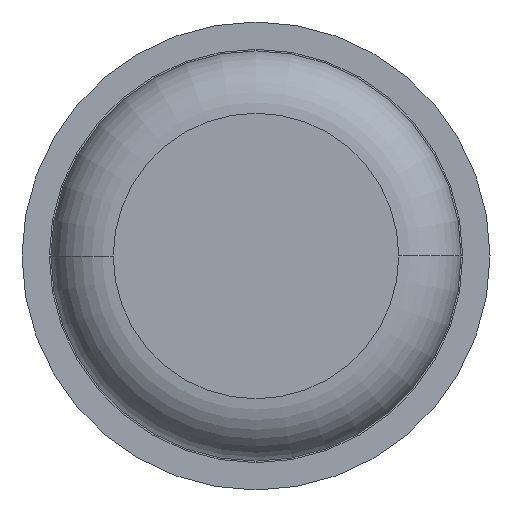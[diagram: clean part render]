
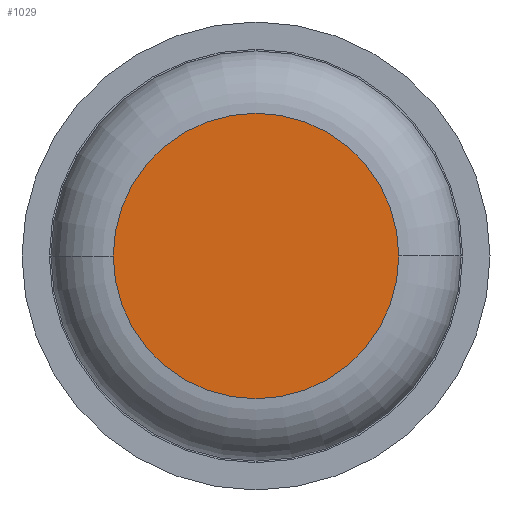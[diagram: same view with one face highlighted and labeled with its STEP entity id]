
A CAD part, front view. The second image highlights one B-rep face of the part: STEP entity #1029.
In plain terms, the highlighted planar face has unit normal (0, -1, 0).
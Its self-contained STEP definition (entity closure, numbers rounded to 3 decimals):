
#316 = DIRECTION ( 'NONE',  ( 0., -1., 0. ) ) ;
#368 = DIRECTION ( 'NONE',  ( 0., -1., 0. ) ) ;
#575 = CARTESIAN_POINT ( 'NONE',  ( 0.915, 0., 0. ) ) ;
#690 = DIRECTION ( 'NONE',  ( -1., 0., 0. ) ) ;
#1029 = ADVANCED_FACE ( 'Defeature ausgef�hrt1_6', ( #1610 ), #1161, .F. ) ;
#1089 = AXIS2_PLACEMENT_3D ( 'NONE', #3650, #316, #2710 ) ;
#1161 = PLANE ( 'NONE',  #1453 ) ;
#1269 = EDGE_LOOP ( 'NONE', ( #3232, #1741 ) ) ;
#1453 = AXIS2_PLACEMENT_3D ( 'NONE', #3228, #3524, #3837 ) ;
#1610 = FACE_OUTER_BOUND ( 'NONE', #1269, .T. ) ;
#1615 = VERTEX_POINT ( 'NONE', #1934 ) ;
#1741 = ORIENTED_EDGE ( 'NONE', *, *, #1909, .T. ) ;
#1774 = VERTEX_POINT ( 'NONE', #575 ) ;
#1909 = EDGE_CURVE ( 'Defeature ausgef�hrt1_6+Defeature ausgef�hrt1_7+Defeature ausgef�hrt1_7+Defeature ausgef�hrt1_7', #1774, #1615, #3284, .T. ) ;
#1934 = CARTESIAN_POINT ( 'NONE',  ( -0.915, 0., 0. ) ) ;
#2710 = DIRECTION ( 'NONE',  ( -1., 0., 0. ) ) ;
#2983 = CIRCLE ( 'NONE', #3154, 0.915 ) ;
#3113 = CARTESIAN_POINT ( 'NONE',  ( 0., 0., 0. ) ) ;
#3154 = AXIS2_PLACEMENT_3D ( 'NONE', #3113, #368, #690 ) ;
#3228 = CARTESIAN_POINT ( 'NONE',  ( 0., 0., 0. ) ) ;
#3232 = ORIENTED_EDGE ( 'NONE', *, *, #3551, .T. ) ;
#3284 = CIRCLE ( 'NONE', #1089, 0.915 ) ;
#3524 = DIRECTION ( 'NONE',  ( 0., 1., 0. ) ) ;
#3551 = EDGE_CURVE ( 'Defeature ausgef�hrt1_6+Defeature ausgef�hrt1_7+Defeature ausgef�hrt1_7+Defeature ausgef�hrt1_7', #1615, #1774, #2983, .T. ) ;
#3650 = CARTESIAN_POINT ( 'NONE',  ( 0., 0., 0. ) ) ;
#3837 = DIRECTION ( 'NONE',  ( -1., 0., 0. ) ) ;
